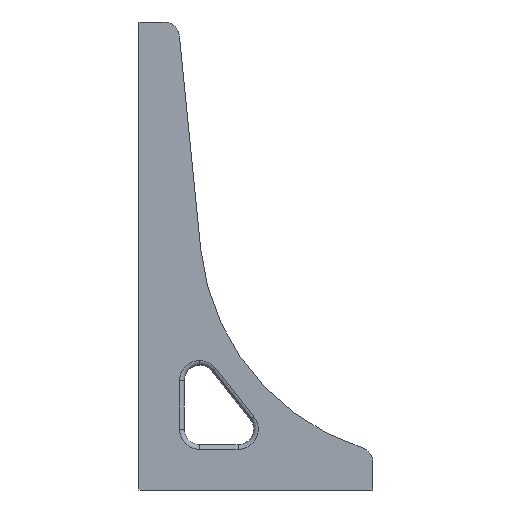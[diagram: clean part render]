
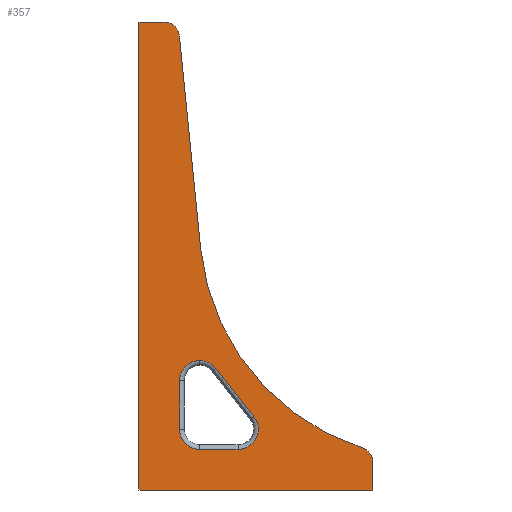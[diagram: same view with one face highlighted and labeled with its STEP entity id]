
A CAD part, front view. The second image highlights one B-rep face of the part: STEP entity #357.
In plain terms, the highlighted planar face has unit normal (0, -1, 0).
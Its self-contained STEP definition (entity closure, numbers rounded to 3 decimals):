
#357=ADVANCED_FACE('',(#829,#830),#831,.T.);
#829=FACE_OUTER_BOUND('',#1438,.T.);
#830=FACE_BOUND('',#1439,.T.);
#831=PLANE('',#1440);
#1438=EDGE_LOOP('',(#2425,#2426,#2427,#2428,#2429,#2430,#2431,#2432));
#1439=EDGE_LOOP('',(#2433,#2434,#2435,#2436,#2437,#2438,#2439));
#1440=AXIS2_PLACEMENT_3D('',#2440,#2441,#2442);
#2425=ORIENTED_EDGE('',*,*,#3788,.F.);
#2426=ORIENTED_EDGE('',*,*,#3789,.T.);
#2427=ORIENTED_EDGE('',*,*,#3653,.F.);
#2428=ORIENTED_EDGE('',*,*,#3752,.T.);
#2429=ORIENTED_EDGE('',*,*,#3790,.F.);
#2430=ORIENTED_EDGE('',*,*,#3791,.T.);
#2431=ORIENTED_EDGE('',*,*,#3792,.T.);
#2432=ORIENTED_EDGE('',*,*,#3500,.F.);
#2433=ORIENTED_EDGE('',*,*,#3793,.F.);
#2434=ORIENTED_EDGE('',*,*,#3794,.F.);
#2435=ORIENTED_EDGE('',*,*,#3795,.F.);
#2436=ORIENTED_EDGE('',*,*,#3796,.F.);
#2437=ORIENTED_EDGE('',*,*,#3559,.F.);
#2438=ORIENTED_EDGE('',*,*,#3797,.F.);
#2439=ORIENTED_EDGE('',*,*,#3495,.F.);
#2440=CARTESIAN_POINT('',(130.0,145.0,14.0));
#2441=DIRECTION('',(0.0,-1.0,0.0));
#2442=DIRECTION('',(0.0,0.0,-1.0));
#3495=EDGE_CURVE('',#4159,#4161,#4162,.T.);
#3500=EDGE_CURVE('',#4168,#4170,#4171,.T.);
#3559=EDGE_CURVE('',#4269,#4271,#4272,.T.);
#3653=EDGE_CURVE('',#4421,#4415,#4423,.T.);
#3752=EDGE_CURVE('',#4421,#4563,#4565,.T.);
#3788=EDGE_CURVE('',#4617,#4168,#4618,.T.);
#3789=EDGE_CURVE('',#4617,#4415,#4619,.T.);
#3790=EDGE_CURVE('',#4620,#4563,#4621,.T.);
#3791=EDGE_CURVE('',#4620,#4622,#4623,.T.);
#3792=EDGE_CURVE('',#4622,#4170,#4624,.T.);
#3793=EDGE_CURVE('',#4625,#4159,#4626,.T.);
#3794=EDGE_CURVE('',#4627,#4625,#4628,.T.);
#3795=EDGE_CURVE('',#4629,#4627,#4630,.T.);
#3796=EDGE_CURVE('',#4271,#4629,#4631,.T.);
#3797=EDGE_CURVE('',#4161,#4269,#4632,.T.);
#4159=VERTEX_POINT('',#5062);
#4161=VERTEX_POINT('',#5064);
#4162=LINE('',#5065,#5066);
#4168=VERTEX_POINT('',#5072);
#4170=VERTEX_POINT('',#5075);
#4171=CIRCLE('',#5076,10.0);
#4269=VERTEX_POINT('',#5194);
#4271=VERTEX_POINT('',#5196);
#4272=LINE('',#5197,#5198);
#4415=VERTEX_POINT('',#5382);
#4421=VERTEX_POINT('',#5390);
#4423=LINE('',#5393,#5394);
#4563=VERTEX_POINT('',#5565);
#4565=LINE('',#5568,#5569);
#4617=VERTEX_POINT('',#5633);
#4618=LINE('',#5634,#5635);
#4619=LINE('',#5636,#5637);
#4620=VERTEX_POINT('',#5638);
#4621=CIRCLE('',#5639,10.0);
#4622=VERTEX_POINT('',#5640);
#4623=CIRCLE('',#5641,150.0);
#4624=LINE('',#5642,#5643);
#4625=VERTEX_POINT('',#5644);
#4626=CIRCLE('',#5645,13.0);
#4627=VERTEX_POINT('',#5646);
#4628=LINE('',#5647,#5648);
#4629=VERTEX_POINT('',#5649);
#4630=CIRCLE('',#5650,13.0);
#4631=CIRCLE('',#5651,13.0);
#4632=CIRCLE('',#5652,13.0);
#5062=CARTESIAN_POINT('',(19.0,145.0,26.0));
#5064=CARTESIAN_POINT('',(43.466,145.0,26.0));
#5065=CARTESIAN_POINT('',(80.616,145.0,26.0));
#5066=VECTOR('',#6154,1.0);
#5072=CARTESIAN_POINT('',(-4.05,145.0,300.0));
#5075=CARTESIAN_POINT('',(5.9,145.0,290.995));
#5076=AXIS2_PLACEMENT_3D('',#6162,#6163,#6164);
#5194=CARTESIAN_POINT('',(53.669,145.0,47.055));
#5196=CARTESIAN_POINT('',(29.203,145.0,78.045));
#5197=CARTESIAN_POINT('',(70.245,145.0,26.06));
#5198=VECTOR('',#6266,1.0);
#5382=CARTESIAN_POINT('',(-20.0,145.0,0.0));
#5390=CARTESIAN_POINT('',(130.0,145.0,0.0));
#5393=CARTESIAN_POINT('',(130.0,145.0,0.0));
#5394=VECTOR('',#6398,1.0);
#5565=CARTESIAN_POINT('',(130.0,145.0,17.537));
#5568=CARTESIAN_POINT('',(130.0,145.0,0.0));
#5569=VECTOR('',#6557,1.0);
#5633=CARTESIAN_POINT('',(-20.0,145.0,300.0));
#5634=CARTESIAN_POINT('',(-20.0,145.0,300.0));
#5635=VECTOR('',#6612,1.0);
#5636=CARTESIAN_POINT('',(-20.0,145.0,300.0));
#5637=VECTOR('',#6613,1.0);
#5638=CARTESIAN_POINT('',(123.047,145.0,27.061));
#5639=AXIS2_PLACEMENT_3D('',#6614,#6615,#6616);
#5640=CARTESIAN_POINT('',(19.5,145.0,155.002));
#5641=AXIS2_PLACEMENT_3D('',#6617,#6618,#6619);
#5642=CARTESIAN_POINT('',(19.5,145.0,155.002));
#5643=VECTOR('',#6620,1.);
#5644=CARTESIAN_POINT('',(6.0,145.0,39.0));
#5645=AXIS2_PLACEMENT_3D('',#6621,#6622,#6623);
#5646=CARTESIAN_POINT('',(6.,145.0,69.99));
#5647=CARTESIAN_POINT('',(6.0,145.0,34.248));
#5648=VECTOR('',#6624,1.0);
#5649=CARTESIAN_POINT('',(19.0,145.0,82.99));
#5650=AXIS2_PLACEMENT_3D('',#6625,#6626,#6627);
#5651=AXIS2_PLACEMENT_3D('',#6628,#6629,#6630);
#5652=AXIS2_PLACEMENT_3D('',#6631,#6632,#6633);
#6154=DIRECTION('',(1.0,0.0,0.));
#6162=CARTESIAN_POINT('',(-4.05,145.0,290.0));
#6163=DIRECTION('',(0.0,1.0,0.));
#6164=DIRECTION('',(-1.0,0.0,0.0));
#6266=DIRECTION('',(-0.62,0.0,0.785));
#6398=DIRECTION('',(-1.0,0.0,0.0));
#6557=DIRECTION('',(0.0,0.,1.0));
#6612=DIRECTION('',(1.0,0.0,0.0));
#6613=DIRECTION('',(0.0,0.0,-1.0));
#6614=CARTESIAN_POINT('',(120.0,145.0,17.537));
#6615=DIRECTION('',(0.0,1.0,0.));
#6616=DIRECTION('',(-1.0,0.0,0.0));
#6617=CARTESIAN_POINT('',(168.755,145.0,169.928));
#6618=DIRECTION('',(0.0,1.0,0.));
#6619=DIRECTION('',(-1.0,0.0,0.0));
#6620=DIRECTION('',(-0.1,0.,0.995));
#6621=CARTESIAN_POINT('',(19.0,145.0,39.0));
#6622=DIRECTION('',(0.0,-1.0,-0.0));
#6623=DIRECTION('',(-0.707,0.0,-0.707));
#6624=DIRECTION('',(-0.0,-0.0,-1.0));
#6625=CARTESIAN_POINT('',(19.0,145.0,69.99));
#6626=DIRECTION('',(0.0,-1.0,0.0));
#6627=DIRECTION('',(-0.328,0.0,0.945));
#6628=CARTESIAN_POINT('',(19.0,145.0,69.99));
#6629=DIRECTION('',(0.0,-1.0,0.0));
#6630=DIRECTION('',(-0.328,0.0,0.945));
#6631=CARTESIAN_POINT('',(43.466,145.0,39.0));
#6632=DIRECTION('',(0.0,-1.0,0.0));
#6633=DIRECTION('',(0.9,0.0,-0.436));
